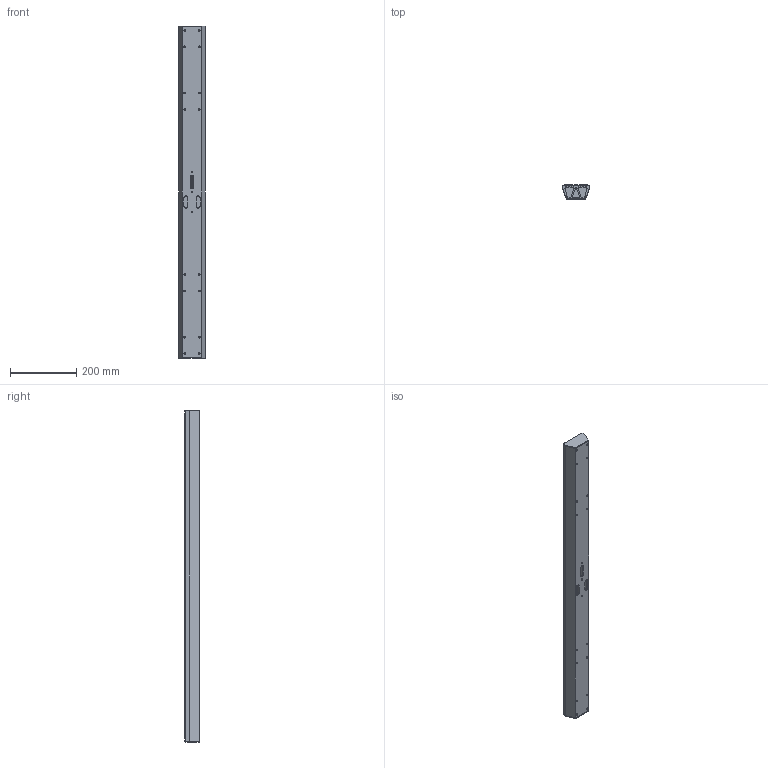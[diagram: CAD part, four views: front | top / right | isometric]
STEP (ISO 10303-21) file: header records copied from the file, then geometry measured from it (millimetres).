
FILE_DESCRIPTION (( 'STEP AP214' ), '1' );
FILE_NAME ('80mm T Series Conveyor Length 1000mm Updated 2.0.STEP', '2023-03-23T18:49:13', ( '' ), ( '' ), 'SwSTEP 2.0', 'SolidWorks 2022', '' );
FILE_SCHEMA (( 'AUTOMOTIVE_DESIGN' ));
Length unit declared in the file: millimetre
Products named in the file (1): 80mm T Series Conveyor Length 1000mm Updated 2.0
Bounding box: 80 x 43.28 x 1006 mm (x, y, z)
Volume: 1534762.9 mm3; surface area: 705869.8 mm2
Topology: 11 solids, 11 shells, 518 faces, 1513 edges, 986 vertices
Faces by surface type: cylinder 325, plane 159, cone 34
Entity records: 19082 total; most frequent: CARTESIAN_POINT 4178, DIRECTION 3172, ORIENTED_EDGE 3026, EDGE_CURVE 1513, AXIS2_PLACEMENT_3D 1208, VERTEX_POINT 986, EDGE_LOOP 765, LINE 756
